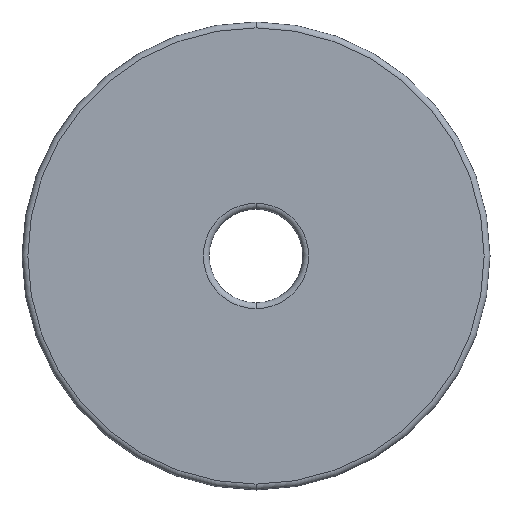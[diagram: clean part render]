
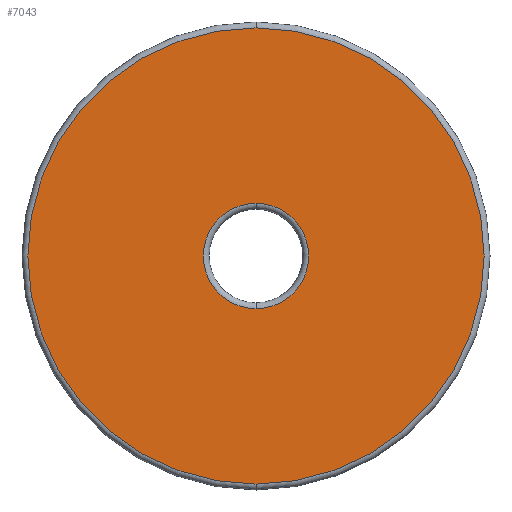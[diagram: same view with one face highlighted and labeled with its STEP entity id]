
A CAD part, front view. The second image highlights one B-rep face of the part: STEP entity #7043.
In plain terms, the highlighted planar face has unit normal (0, -1, 0).
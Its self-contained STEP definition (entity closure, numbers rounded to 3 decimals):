
#1407 = EDGE_LOOP ( 'NONE', ( #3466, #14226 ) ) ;
#1537 = ORIENTED_EDGE ( 'NONE', *, *, #4860, .T. ) ;
#1970 = DIRECTION ( 'NONE',  ( 0., 1., 0. ) ) ;
#2038 = EDGE_CURVE ( 'NONE', #3501, #3887, #14400, .T. ) ;
#2366 = AXIS2_PLACEMENT_3D ( 'NONE', #3848, #5171, #12253 ) ;
#2400 = CARTESIAN_POINT ( 'NONE',  ( 0., -18., -4.5 ) ) ;
#2708 = CARTESIAN_POINT ( 'NONE',  ( 0., -18., 0. ) ) ;
#2796 = FACE_BOUND ( 'NONE', #5704, .T. ) ;
#3029 = CIRCLE ( 'NONE', #14431, 4.5 ) ;
#3466 = ORIENTED_EDGE ( 'NONE', *, *, #15278, .T. ) ;
#3501 = VERTEX_POINT ( 'NONE', #4196 ) ;
#3807 = DIRECTION ( 'NONE',  ( 0., 1., 0. ) ) ;
#3823 = AXIS2_PLACEMENT_3D ( 'NONE', #5559, #13158, #4788 ) ;
#3848 = CARTESIAN_POINT ( 'NONE',  ( 0., -18., 0. ) ) ;
#3887 = VERTEX_POINT ( 'NONE', #5873 ) ;
#3909 = DIRECTION ( 'NONE',  ( 0., 0., 1. ) ) ;
#4196 = CARTESIAN_POINT ( 'NONE',  ( 0., -18., -19.5 ) ) ;
#4788 = DIRECTION ( 'NONE',  ( 0., 0., 1. ) ) ;
#4860 = EDGE_CURVE ( 'NONE', #5406, #15219, #3029, .T. ) ;
#5171 = DIRECTION ( 'NONE',  ( 0., -1., 0. ) ) ;
#5406 = VERTEX_POINT ( 'NONE', #10725 ) ;
#5559 = CARTESIAN_POINT ( 'NONE',  ( 0., -18., 0. ) ) ;
#5704 = EDGE_LOOP ( 'NONE', ( #1537, #12385 ) ) ;
#5873 = CARTESIAN_POINT ( 'NONE',  ( 0., -18., 19.5 ) ) ;
#5970 = EDGE_CURVE ( 'NONE', #15219, #5406, #10734, .T. ) ;
#6313 = CIRCLE ( 'NONE', #2366, 19.5 ) ;
#7043 = ADVANCED_FACE ( 'NONE', ( #2796, #14444 ), #15586, .F. ) ;
#9226 = DIRECTION ( 'NONE',  ( 0., 0., 1. ) ) ;
#9534 = DIRECTION ( 'NONE',  ( 0., 1., 0. ) ) ;
#10004 = AXIS2_PLACEMENT_3D ( 'NONE', #10903, #9534, #12034 ) ;
#10725 = CARTESIAN_POINT ( 'NONE',  ( 0., -18., 4.5 ) ) ;
#10734 = CIRCLE ( 'NONE', #14595, 4.5 ) ;
#10903 = CARTESIAN_POINT ( 'NONE',  ( 0., -18., 0. ) ) ;
#11570 = CARTESIAN_POINT ( 'NONE',  ( 0., -18., 0. ) ) ;
#12034 = DIRECTION ( 'NONE',  ( 0., 0., 1. ) ) ;
#12253 = DIRECTION ( 'NONE',  ( 0., 0., 1. ) ) ;
#12385 = ORIENTED_EDGE ( 'NONE', *, *, #5970, .T. ) ;
#13158 = DIRECTION ( 'NONE',  ( 0., -1., 0. ) ) ;
#14226 = ORIENTED_EDGE ( 'NONE', *, *, #2038, .T. ) ;
#14400 = CIRCLE ( 'NONE', #3823, 19.5 ) ;
#14431 = AXIS2_PLACEMENT_3D ( 'NONE', #2708, #3807, #3909 ) ;
#14444 = FACE_OUTER_BOUND ( 'NONE', #1407, .T. ) ;
#14595 = AXIS2_PLACEMENT_3D ( 'NONE', #11570, #1970, #9226 ) ;
#15219 = VERTEX_POINT ( 'NONE', #2400 ) ;
#15278 = EDGE_CURVE ( 'NONE', #3887, #3501, #6313, .T. ) ;
#15586 = PLANE ( 'NONE',  #10004 ) ;
